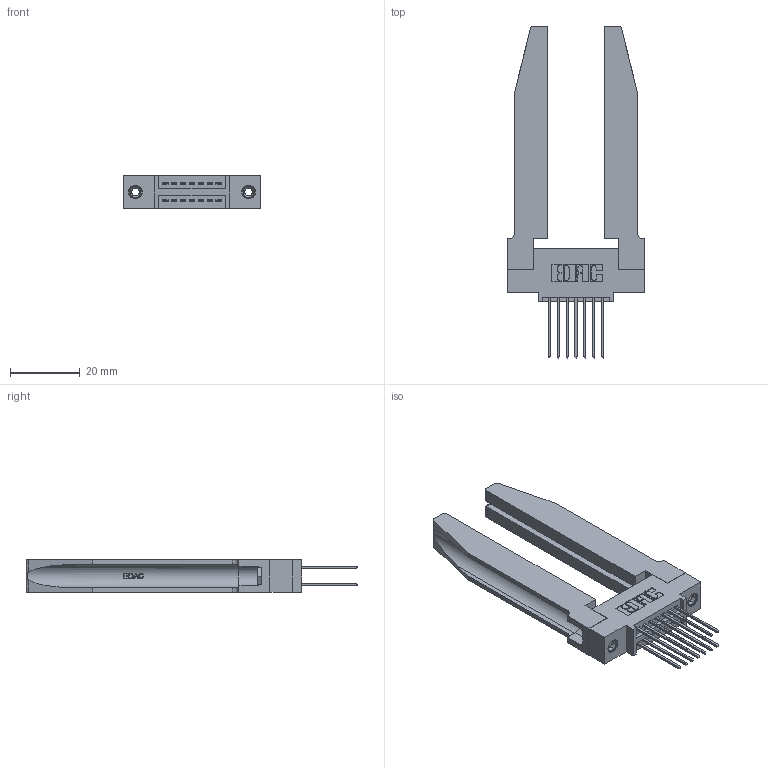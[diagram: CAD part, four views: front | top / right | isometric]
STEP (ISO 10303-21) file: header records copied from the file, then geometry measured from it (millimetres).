
FILE_DESCRIPTION (( 'STEP AP203' ), '1' );
FILE_NAME ('395-014-542-578.STEP', '2019-10-15T16:26:21', ( '' ), ( '' ), 'SwSTEP 2.0', 'SolidWorks 2016', '' );
FILE_SCHEMA (( 'CONFIG_CONTROL_DESIGN' ));
Length unit declared in the file: inch
Products named in the file (5): 345-292-001_345-293-142; 345-250-001_345-250-001-102; 345-220-078_345-220-078; 395-014-542-578; 345 Part_0.110 Offset - 0.156 Dia-TH
Assembly tree (19 placements, depth 2):
  395-014-542-578
    345 Part_0.110 Offset - 0.156 Dia-TH
    345-292-001_345-293-142  x14
    345-250-001_345-250-001-102  x2
    345-220-078_345-220-078  x2
Bounding box: 39.01 x 95.05 x 9.4 mm (x, y, z)
Volume: 11227.3 mm3; surface area: 11668.3 mm2
Topology: 19 solids, 19 shells, 1064 faces, 3047 edges, 2002 vertices
Faces by surface type: plane 688, cylinder 324, bspline 36, cone 12, torus 4
Entity records: 15094 total; most frequent: CARTESIAN_POINT 3483, ORIENTED_EDGE 2314, DIRECTION 2107, EDGE_CURVE 1157, VECTOR 903, LINE 903, VERTEX_POINT 764, AXIS2_PLACEMENT_3D 602
